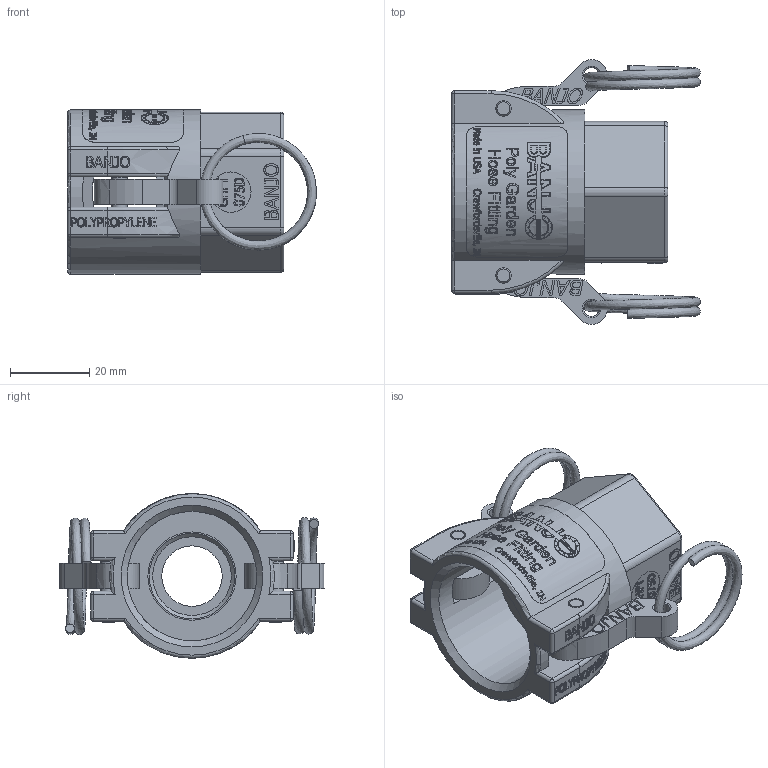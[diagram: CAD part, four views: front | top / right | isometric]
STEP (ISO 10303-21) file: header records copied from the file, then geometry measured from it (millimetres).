
FILE_DESCRIPTION(/* description */ ('3/4" Coupler 3/4" Garden Hose Female Thd'),/* implementation_level */ '2;1');
FILE_NAME(/* name */ 'GHFT075D.stp',/* time_stamp */ '2015-07-28T13:00:56-04:00',/* author */ ('ALR'),/* organization */ (''),/* preprocessor_version */ 'ST-DEVELOPER v15.6',/* originating_system */ 'Autodesk Inventor 2015',/* authorisation */ '');
FILE_SCHEMA (('AUTOMOTIVE_DESIGN { 1 0 10303 214 3 1 1 }'));
Products named in the file (11): GHFT075DX; GHFT075DM; GHFT075G; GHL1001; 075GGH; 75XK; 100RING; 75K; 75P; GHFT075DU; GHFT075D
Assembly tree (12 placements, depth 4):
  GHFT075D
    GHFT075DU
      GHFT075DM
        GHFT075DX
      GHFT075G
      GHL1001
      075GGH
      75K  x2
        75XK
        100RING
      75P  x2
Bounding box: 62.72 x 66.66 x 41.45 mm (x, y, z)
Volume: 43177.9 mm3; surface area: 26454.3 mm2
Topology: 10 solids, 10 shells, 1889 faces, 5009 edges, 3311 vertices
Faces by surface type: plane 899, bspline 749, cylinder 198, torus 18, cone 17, sphere 8
Full cylindrical faces by diameter (mm): 3.962 x8, 4.039 x2, 15.24 x1, 19.812 x1, 22.225 x1, 24.511 x1, 27.127 x5, 32.614 x1, 34.925 x1, 36.119 x1, 41.402 x1
Entity records: 151843 total; most frequent: CARTESIAN_POINT 113984, ORIENTED_EDGE 8918, DIRECTION 5270, EDGE_CURVE 4459, VERTEX_POINT 2963, LINE 2210, VECTOR 2210, EDGE_LOOP 1888
